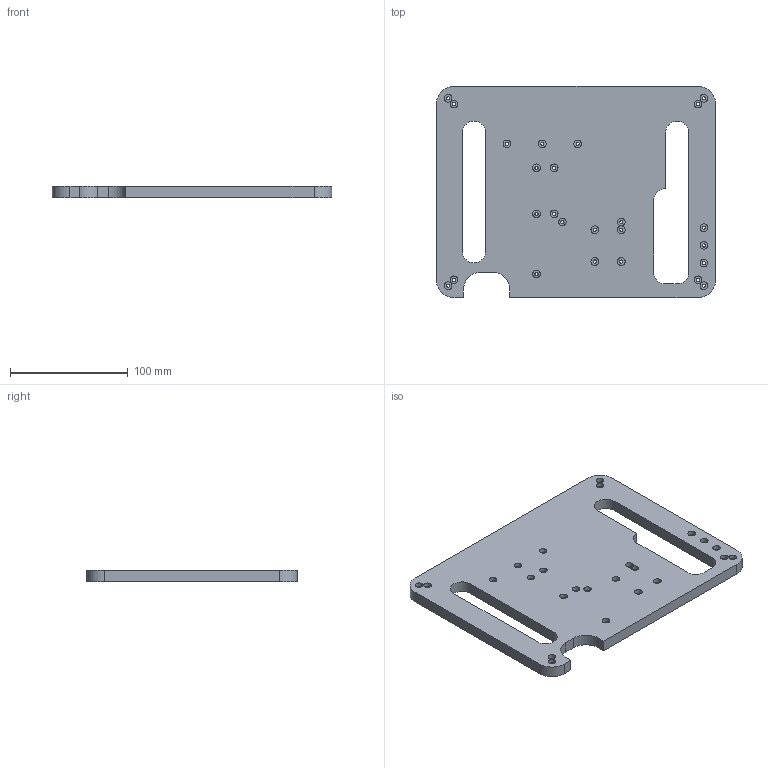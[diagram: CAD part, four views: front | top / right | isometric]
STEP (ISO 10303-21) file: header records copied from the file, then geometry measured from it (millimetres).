
FILE_DESCRIPTION(/* description */ (''),/* implementation_level */ '2;1');
FILE_NAME(/* name */ '60_Planktoscope_MicroscopeHolderXYZ_Bottom_v0.stp',/* time_stamp */ '2024-08-16T17:27:59+02:00',/* author */ ('diederichbenedict'),/* organization */ (''),/* preprocessor_version */ 'ST-DEVELOPER v20',/* originating_system */ 'Autodesk Inventor 2024',/* authorisation */ '');
FILE_SCHEMA (('AUTOMOTIVE_DESIGN { 1 0 10303 214 3 1 1 }'));
Length unit declared in the file: millimetre
Products named in the file (1): 60_Planktoscope_MicroscopeHolderXYZ_Bottom_v0
Bounding box: 237 x 179 x 10 mm (x, y, z)
Volume: 353145.9 mm3; surface area: 88455.8 mm2
Topology: 1 solids, 1 shells, 105 faces, 234 edges, 154 vertices
Faces by surface type: cylinder 64, plane 41
Full cylindrical faces by diameter (mm): 2.8 x25, 6.5 x23
Entity records: 3121 total; most frequent: DIRECTION 574, CARTESIAN_POINT 494, ORIENTED_EDGE 468, EDGE_CURVE 234, AXIS2_PLACEMENT_3D 234, EDGE_LOOP 183, VERTEX_POINT 154, CIRCLE 128
